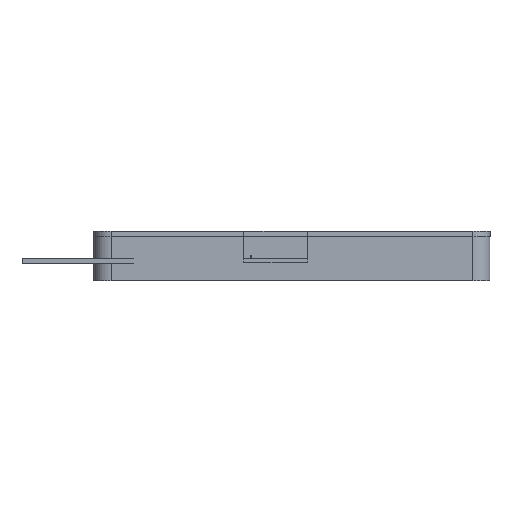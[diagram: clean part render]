
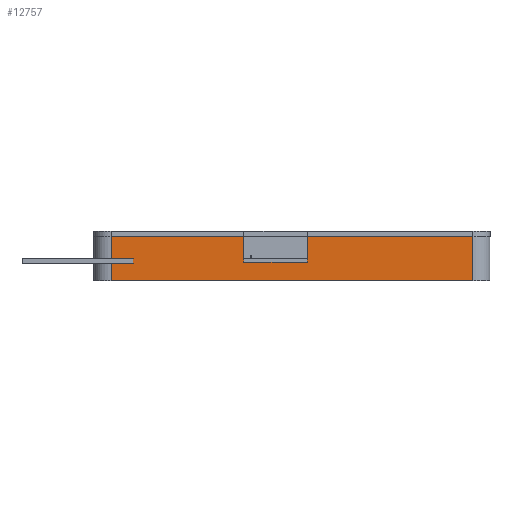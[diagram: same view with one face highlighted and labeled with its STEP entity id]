
A CAD part, left-side view. The second image highlights one B-rep face of the part: STEP entity #12757.
In plain terms, the highlighted planar face has unit normal (-1, 0, 0).
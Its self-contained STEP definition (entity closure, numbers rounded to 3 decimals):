
#1123=PLANE('',#13493);
#1360=FACE_OUTER_BOUND('',#2036,.T.);
#2036=EDGE_LOOP('',(#8773,#8774,#8775,#8776,#8777,#8778,#8779,#8780));
#3034=LINE('',#17302,#4061);
#3039=LINE('',#17320,#4066);
#3047=LINE('',#17335,#4074);
#3055=LINE('',#17365,#4082);
#3056=LINE('',#17368,#4083);
#3061=LINE('',#17377,#4088);
#3063=LINE('',#17380,#4090);
#3064=LINE('',#17382,#4091);
#4061=VECTOR('',#14410,10.);
#4066=VECTOR('',#14425,10.);
#4074=VECTOR('',#14433,10.);
#4082=VECTOR('',#14465,10.);
#4083=VECTOR('',#14468,10.);
#4088=VECTOR('',#14475,10.);
#4090=VECTOR('',#14479,10.);
#4091=VECTOR('',#14482,10.);
#5539=VERTEX_POINT('',#17299);
#5540=VERTEX_POINT('',#17301);
#5547=VERTEX_POINT('',#17317);
#5548=VERTEX_POINT('',#17319);
#5555=VERTEX_POINT('',#17333);
#5565=VERTEX_POINT('',#17363);
#5566=VERTEX_POINT('',#17367);
#5569=VERTEX_POINT('',#17375);
#6811=EDGE_CURVE('',#5539,#5540,#3034,.T.);
#6820=EDGE_CURVE('',#5547,#5548,#3039,.T.);
#6828=EDGE_CURVE('',#5555,#5539,#3047,.T.);
#6843=EDGE_CURVE('',#5565,#5547,#3055,.T.);
#6844=EDGE_CURVE('',#5566,#5548,#3056,.T.);
#6849=EDGE_CURVE('',#5555,#5569,#3061,.T.);
#6851=EDGE_CURVE('',#5569,#5566,#3063,.T.);
#6852=EDGE_CURVE('',#5540,#5565,#3064,.T.);
#8773=ORIENTED_EDGE('',*,*,#6811,.F.);
#8774=ORIENTED_EDGE('',*,*,#6828,.F.);
#8775=ORIENTED_EDGE('',*,*,#6849,.T.);
#8776=ORIENTED_EDGE('',*,*,#6851,.T.);
#8777=ORIENTED_EDGE('',*,*,#6844,.T.);
#8778=ORIENTED_EDGE('',*,*,#6820,.F.);
#8779=ORIENTED_EDGE('',*,*,#6843,.F.);
#8780=ORIENTED_EDGE('',*,*,#6852,.F.);
#12757=ADVANCED_FACE('',(#1360),#1123,.T.);
#13493=AXIS2_PLACEMENT_3D('',#17381,#14480,#14481);
#14410=DIRECTION('',(0.,0.,-1.));
#14425=DIRECTION('',(0.,-1.,0.));
#14433=DIRECTION('',(0.,-1.,0.));
#14465=DIRECTION('',(0.,0.,1.));
#14468=DIRECTION('',(0.,0.,1.));
#14475=DIRECTION('',(0.,0.,-1.));
#14479=DIRECTION('',(0.,1.,0.));
#14480=DIRECTION('center_axis',(-1.,0.,0.));
#14481=DIRECTION('ref_axis',(0.,-1.,0.));
#14482=DIRECTION('',(0.,1.,0.));
#17299=CARTESIAN_POINT('',(-39.5,-40.8,13.));
#17301=CARTESIAN_POINT('',(-39.5,-40.8,0.));
#17302=CARTESIAN_POINT('',(-39.5,-40.8,0.));
#17317=CARTESIAN_POINT('',(-39.5,64.5,13.));
#17319=CARTESIAN_POINT('',(-39.5,25.868,13.));
#17320=CARTESIAN_POINT('',(-39.5,-45.8,13.));
#17333=CARTESIAN_POINT('',(-39.5,7.368,13.));
#17335=CARTESIAN_POINT('',(-39.5,-45.8,13.));
#17363=CARTESIAN_POINT('',(-39.5,64.5,0.));
#17365=CARTESIAN_POINT('',(-39.5,64.5,0.));
#17367=CARTESIAN_POINT('',(-39.5,25.868,5.5));
#17368=CARTESIAN_POINT('',(-39.5,25.868,6.5));
#17375=CARTESIAN_POINT('',(-39.5,7.368,5.5));
#17377=CARTESIAN_POINT('',(-39.5,7.368,6.5));
#17380=CARTESIAN_POINT('',(-39.5,43.059,5.5));
#17381=CARTESIAN_POINT('Origin',(-39.5,69.5,0.));
#17382=CARTESIAN_POINT('',(-39.5,-45.8,0.));
